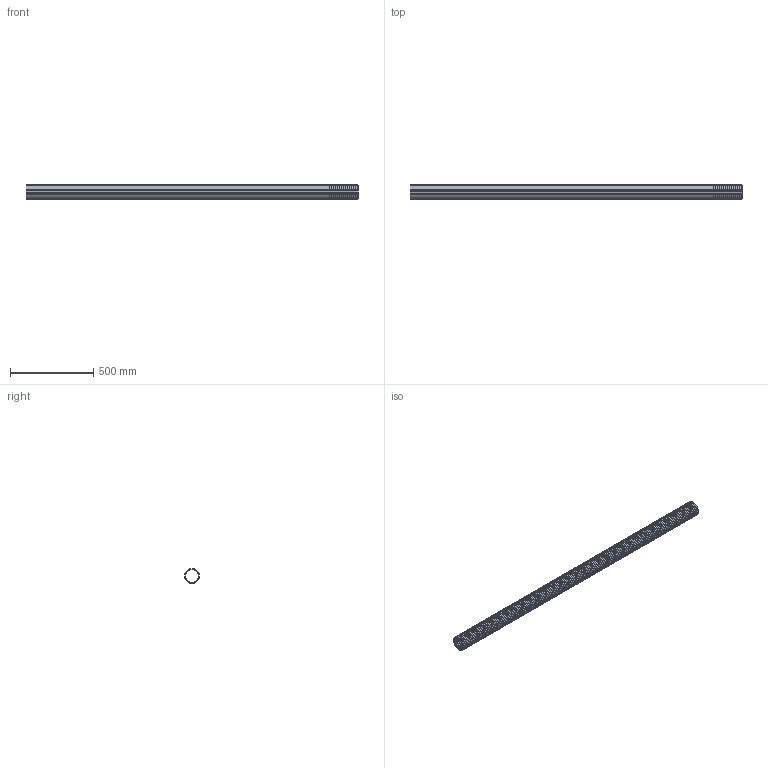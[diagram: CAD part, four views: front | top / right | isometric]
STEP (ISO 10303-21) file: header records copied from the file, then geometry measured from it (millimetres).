
FILE_DESCRIPTION (( 'STEP AP203' ), '1' );
FILE_NAME ('CTG12-090-K04-050.STEP', '2016-06-16T07:17:07', ( '' ), ( '' ), 'SwSTEP 2.0', 'SolidWorks 2014', '' );
FILE_SCHEMA (( 'CONFIG_CONTROL_DESIGN' ));
Length unit declared in the file: millimetre
Products named in the file (1): CTG12-090-K04-050
Bounding box: 1994.2 x 90 x 90 mm (x, y, z)
Volume: 672035.2 mm3; surface area: 2837281.2 mm2
Topology: 1 solids, 167 shells, 1332 faces, 2164 edges, 1498 vertices
Faces by surface type: plane 666, cylinder 666
Full cylindrical faces by diameter (mm): 75 x1, 75.4 x166, 77 x167, 88.8 x166, 90 x166
Entity records: 27057 total; most frequent: DIRECTION 5330, CARTESIAN_POINT 3997, AXIS2_PLACEMENT_3D 2665, ORIENTED_EDGE 2664, EDGE_LOOP 2664, FACE_OUTER_BOUND 1998, ADVANCED_FACE 1332, VERTEX_POINT 1332
